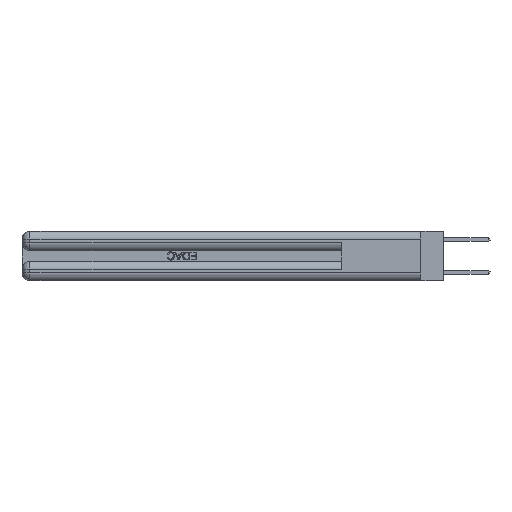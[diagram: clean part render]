
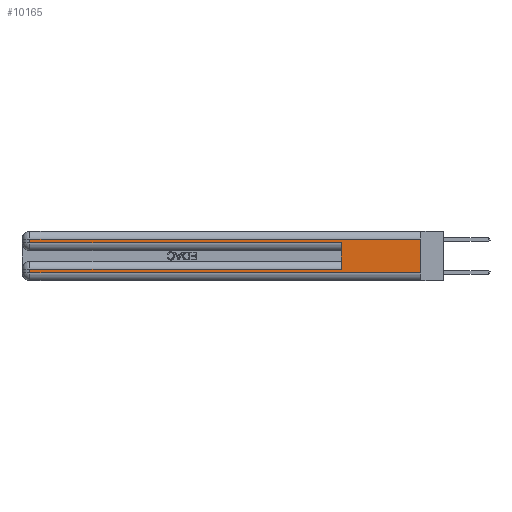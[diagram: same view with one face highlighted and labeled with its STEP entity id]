
A CAD part, left-side view. The second image highlights one B-rep face of the part: STEP entity #10165.
In plain terms, the highlighted planar face has unit normal (-1, 0, 0).
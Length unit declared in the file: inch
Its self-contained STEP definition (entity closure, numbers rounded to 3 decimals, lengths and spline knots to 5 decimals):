
#27 = VERTEX_POINT ( 'NONE', #4962 ) ;
#67 = VECTOR ( 'NONE', #8460, 39.37008 ) ;
#458 = VECTOR ( 'NONE', #5975, 39.37008 ) ;
#473 = CARTESIAN_POINT ( 'NONE',  ( 0., 2.94, 0.085 ) ) ;
#495 = ORIENTED_EDGE ( 'NONE', *, *, #3293, .T. ) ;
#606 = CARTESIAN_POINT ( 'NONE',  ( 0., 0., 0.37 ) ) ;
#683 = CARTESIAN_POINT ( 'NONE',  ( 0., 0.6, 0.285 ) ) ;
#1097 = VECTOR ( 'NONE', #20377, 39.37008 ) ;
#1400 = ORIENTED_EDGE ( 'NONE', *, *, #4533, .F. ) ;
#1966 = CARTESIAN_POINT ( 'NONE',  ( 0., 2.94, 0.37 ) ) ;
#2155 = VECTOR ( 'NONE', #9371, 39.37008 ) ;
#2384 = VERTEX_POINT ( 'NONE', #683 ) ;
#2771 = DIRECTION ( 'NONE',  ( 0., 0., -1. ) ) ;
#2831 = LINE ( 'NONE', #24159, #2155 ) ;
#2953 = ORIENTED_EDGE ( 'NONE', *, *, #25602, .T. ) ;
#3167 = LINE ( 'NONE', #12106, #26496 ) ;
#3293 = EDGE_CURVE ( 'NONE', #11446, #11729, #18139, .T. ) ;
#3580 = EDGE_CURVE ( 'NONE', #10914, #13723, #11493, .T. ) ;
#3652 = VERTEX_POINT ( 'NONE', #12943 ) ;
#3865 = VECTOR ( 'NONE', #4127, 39.37008 ) ;
#4127 = DIRECTION ( 'NONE',  ( 0., 0., -1. ) ) ;
#4533 = EDGE_CURVE ( 'NONE', #15551, #11729, #17744, .T. ) ;
#4962 = CARTESIAN_POINT ( 'NONE',  ( 0., 2.94, 0.285 ) ) ;
#5044 = ORIENTED_EDGE ( 'NONE', *, *, #3580, .T. ) ;
#5234 = CARTESIAN_POINT ( 'NONE',  ( 0., 0., 0.37 ) ) ;
#5289 = ORIENTED_EDGE ( 'NONE', *, *, #24241, .T. ) ;
#5975 = DIRECTION ( 'NONE',  ( 0., 0., 1. ) ) ;
#6181 = LINE ( 'NONE', #27178, #458 ) ;
#7364 = DIRECTION ( 'NONE',  ( 0., 0., -1. ) ) ;
#8460 = DIRECTION ( 'NONE',  ( 0., 1., 0. ) ) ;
#9371 = DIRECTION ( 'NONE',  ( 0., 0., -1. ) ) ;
#10165 = ADVANCED_FACE ( 'NONE', ( #17468 ), #21919, .F. ) ;
#10247 = LINE ( 'NONE', #1966, #3865 ) ;
#10914 = VERTEX_POINT ( 'NONE', #19908 ) ;
#11446 = VERTEX_POINT ( 'NONE', #19519 ) ;
#11493 = LINE ( 'NONE', #19073, #67 ) ;
#11537 = CARTESIAN_POINT ( 'NONE',  ( 0., 0., 0.285 ) ) ;
#11729 = VERTEX_POINT ( 'NONE', #19347 ) ;
#12102 = VECTOR ( 'NONE', #7364, 39.37008 ) ;
#12106 = CARTESIAN_POINT ( 'NONE',  ( 0., 0., 0.31 ) ) ;
#12215 = EDGE_LOOP ( 'NONE', ( #1400, #2953, #12894, #5289, #14477, #5044, #13416, #495 ) ) ;
#12894 = ORIENTED_EDGE ( 'NONE', *, *, #25806, .T. ) ;
#12943 = CARTESIAN_POINT ( 'NONE',  ( 0., 2.94, 0.31 ) ) ;
#13416 = ORIENTED_EDGE ( 'NONE', *, *, #26094, .T. ) ;
#13672 = DIRECTION ( 'NONE',  ( 0., -1., 0. ) ) ;
#13723 = VERTEX_POINT ( 'NONE', #473 ) ;
#14160 = DIRECTION ( 'NONE',  ( 0., 1., 0. ) ) ;
#14477 = ORIENTED_EDGE ( 'NONE', *, *, #26384, .F. ) ;
#15551 = VERTEX_POINT ( 'NONE', #26290 ) ;
#15607 = DIRECTION ( 'NONE',  ( 1., 0., 0. ) ) ;
#17468 = FACE_OUTER_BOUND ( 'NONE', #12215, .T. ) ;
#17631 = AXIS2_PLACEMENT_3D ( 'NONE', #606, #15607, #2771 ) ;
#17744 = LINE ( 'NONE', #5234, #12102 ) ;
#17940 = VECTOR ( 'NONE', #13672, 39.37008 ) ;
#18139 = LINE ( 'NONE', #18251, #1097 ) ;
#18251 = CARTESIAN_POINT ( 'NONE',  ( 0., 0., 0.06 ) ) ;
#19073 = CARTESIAN_POINT ( 'NONE',  ( 0., 0., 0.085 ) ) ;
#19347 = CARTESIAN_POINT ( 'NONE',  ( 0., 0., 0.06 ) ) ;
#19519 = CARTESIAN_POINT ( 'NONE',  ( 0., 2.94, 0.06 ) ) ;
#19908 = CARTESIAN_POINT ( 'NONE',  ( 0., 0.6, 0.085 ) ) ;
#20377 = DIRECTION ( 'NONE',  ( 0., -1., 0. ) ) ;
#21919 = PLANE ( 'NONE',  #17631 ) ;
#24159 = CARTESIAN_POINT ( 'NONE',  ( 0., 2.94, 0.37 ) ) ;
#24241 = EDGE_CURVE ( 'NONE', #27, #2384, #25577, .T. ) ;
#25577 = LINE ( 'NONE', #11537, #17940 ) ;
#25602 = EDGE_CURVE ( 'NONE', #15551, #3652, #3167, .T. ) ;
#25806 = EDGE_CURVE ( 'NONE', #3652, #27, #10247, .T. ) ;
#26094 = EDGE_CURVE ( 'NONE', #13723, #11446, #2831, .T. ) ;
#26290 = CARTESIAN_POINT ( 'NONE',  ( 0., 0., 0.31 ) ) ;
#26384 = EDGE_CURVE ( 'NONE', #10914, #2384, #6181, .T. ) ;
#26496 = VECTOR ( 'NONE', #14160, 39.37008 ) ;
#27178 = CARTESIAN_POINT ( 'NONE',  ( 0., 0.6, 0.145 ) ) ;
